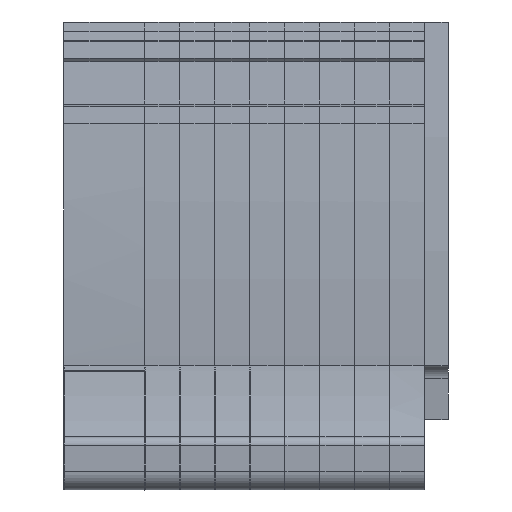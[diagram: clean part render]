
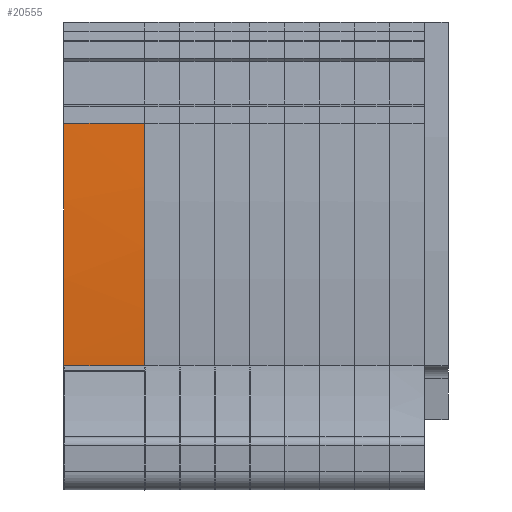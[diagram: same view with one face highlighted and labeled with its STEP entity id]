
A CAD part, front view. The second image highlights one B-rep face of the part: STEP entity #20555.
In plain terms, the highlighted cylindrical face has radius 180 mm (diameter 360 mm), a partial arc.
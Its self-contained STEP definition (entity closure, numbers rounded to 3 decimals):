
#15416=AXIS2_PLACEMENT_3D('Circle Axis2P3D',#15414,#15415,$) ;
#15423=AXIS2_PLACEMENT_3D('Circle Axis2P3D',#15421,#15422,$) ;
#15430=AXIS2_PLACEMENT_3D('Circle Axis2P3D',#15428,#15429,$) ;
#15437=AXIS2_PLACEMENT_3D('Circle Axis2P3D',#15435,#15436,$) ;
#15444=AXIS2_PLACEMENT_3D('Circle Axis2P3D',#15442,#15443,$) ;
#16842=AXIS2_PLACEMENT_3D('Circle Axis2P3D',#16840,#16841,$) ;
#16849=AXIS2_PLACEMENT_3D('Circle Axis2P3D',#16847,#16848,$) ;
#20230=AXIS2_PLACEMENT_3D('Cylinder Axis2P3D',#20227,#20228,#20229) ;
#15411=CARTESIAN_POINT('Vertex',(8.1,1.5,36.714)) ;
#15414=CARTESIAN_POINT('Axis2P3D Location',(8.1,181.14,25.25)) ;
#15418=CARTESIAN_POINT('Vertex',(8.1,1.487,36.509)) ;
#15421=CARTESIAN_POINT('Axis2P3D Location',(8.1,181.135,25.25)) ;
#15425=CARTESIAN_POINT('Vertex',(8.1,1.277,18.106)) ;
#15428=CARTESIAN_POINT('Axis2P3D Location',(8.1,187.963,25.521)) ;
#15432=CARTESIAN_POINT('Vertex',(8.1,1.277,18.099)) ;
#15435=CARTESIAN_POINT('Axis2P3D Location',(8.1,181.135,25.25)) ;
#15439=CARTESIAN_POINT('Vertex',(8.1,1.527,13.384)) ;
#15442=CARTESIAN_POINT('Axis2P3D Location',(8.1,181.135,25.25)) ;
#15446=CARTESIAN_POINT('Vertex',(8.1,1.591,12.45)) ;
#16837=CARTESIAN_POINT('Vertex',(0.,1.591,12.45)) ;
#16840=CARTESIAN_POINT('Axis2P3D Location',(0.,181.135,25.25)) ;
#16844=CARTESIAN_POINT('Vertex',(0.,1.527,13.384)) ;
#16847=CARTESIAN_POINT('Axis2P3D Location',(0.,181.135,25.25)) ;
#16851=CARTESIAN_POINT('Vertex',(0.,1.5,36.714)) ;
#20227=CARTESIAN_POINT('Axis2P3D Location',(4.05,181.135,25.25)) ;
#20527=CARTESIAN_POINT('Line Origine',(4.05,1.5,36.714)) ;
#20539=CARTESIAN_POINT('Line Origine',(4.05,1.591,12.45)) ;
#15415=DIRECTION('Axis2P3D Direction',(1.,0.,0.)) ;
#15422=DIRECTION('Axis2P3D Direction',(1.,0.,0.)) ;
#15429=DIRECTION('Axis2P3D Direction',(1.,0.,0.)) ;
#15436=DIRECTION('Axis2P3D Direction',(1.,0.,0.)) ;
#15443=DIRECTION('Axis2P3D Direction',(1.,0.,0.)) ;
#16841=DIRECTION('Axis2P3D Direction',(1.,0.,0.)) ;
#16848=DIRECTION('Axis2P3D Direction',(1.,0.,0.)) ;
#20228=DIRECTION('Axis2P3D Direction',(1.,0.,0.)) ;
#20229=DIRECTION('Axis2P3D XDirection',(0.,-0.993,0.115)) ;
#20528=DIRECTION('Vector Direction',(-1.,0.,0.)) ;
#20540=DIRECTION('Vector Direction',(1.,0.,0.)) ;
#20529=VECTOR('Line Direction',#20528,1.) ;
#20541=VECTOR('Line Direction',#20540,1.) ;
#20545=ORIENTED_EDGE('',*,*,#15441,.F.) ;
#20546=ORIENTED_EDGE('',*,*,#15434,.F.) ;
#20547=ORIENTED_EDGE('',*,*,#15427,.F.) ;
#20548=ORIENTED_EDGE('',*,*,#15420,.F.) ;
#20549=ORIENTED_EDGE('',*,*,#20531,.T.) ;
#20550=ORIENTED_EDGE('',*,*,#16853,.T.) ;
#20551=ORIENTED_EDGE('',*,*,#16846,.T.) ;
#20552=ORIENTED_EDGE('',*,*,#20543,.F.) ;
#20553=ORIENTED_EDGE('',*,*,#15448,.F.) ;
#20555=ADVANCED_FACE('V3',(#20554),#20231,.T.) ;
#15417=CIRCLE('generated circle',#15416,180.005) ;
#15424=CIRCLE('generated circle',#15423,180.) ;
#15431=CIRCLE('generated circle',#15430,186.833) ;
#15438=CIRCLE('generated circle',#15437,180.) ;
#15445=CIRCLE('generated circle',#15444,180.) ;
#16843=CIRCLE('generated circle',#16842,180.) ;
#16850=CIRCLE('generated circle',#16849,180.) ;
#20231=CYLINDRICAL_SURFACE('generated cylinder',#20230,180.) ;
#15420=EDGE_CURVE('',#15412,#15419,#15417,.T.) ;
#15427=EDGE_CURVE('',#15419,#15426,#15424,.T.) ;
#15434=EDGE_CURVE('',#15426,#15433,#15431,.T.) ;
#15441=EDGE_CURVE('',#15433,#15440,#15438,.T.) ;
#15448=EDGE_CURVE('',#15440,#15447,#15445,.T.) ;
#16846=EDGE_CURVE('',#16845,#16838,#16843,.T.) ;
#16853=EDGE_CURVE('',#16852,#16845,#16850,.T.) ;
#20531=EDGE_CURVE('',#15412,#16852,#20530,.T.) ;
#20543=EDGE_CURVE('',#15447,#16838,#20542,.F.) ;
#20544=EDGE_LOOP('',(#20545,#20546,#20547,#20548,#20549,#20550,#20551,#20552,#20553)) ;
#20554=FACE_OUTER_BOUND('',#20544,.T.) ;
#20530=LINE('Line',#20527,#20529) ;
#20542=LINE('Line',#20539,#20541) ;
#15412=VERTEX_POINT('',#15411) ;
#15419=VERTEX_POINT('',#15418) ;
#15426=VERTEX_POINT('',#15425) ;
#15433=VERTEX_POINT('',#15432) ;
#15440=VERTEX_POINT('',#15439) ;
#15447=VERTEX_POINT('',#15446) ;
#16838=VERTEX_POINT('',#16837) ;
#16845=VERTEX_POINT('',#16844) ;
#16852=VERTEX_POINT('',#16851) ;
